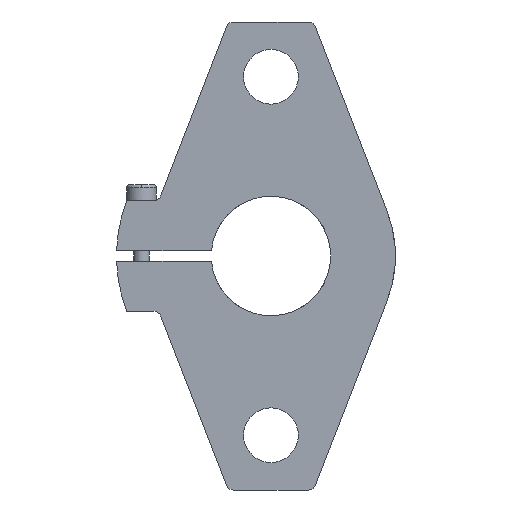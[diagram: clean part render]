
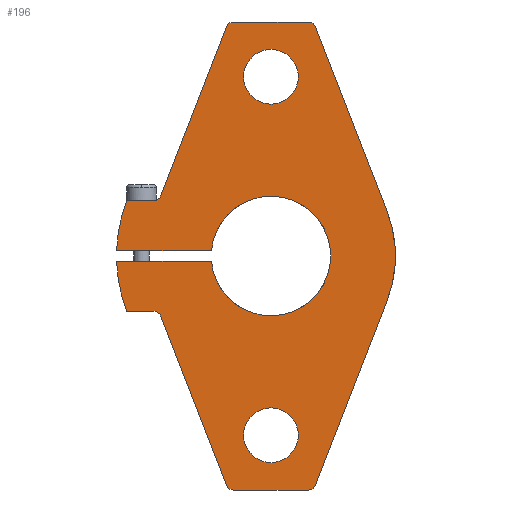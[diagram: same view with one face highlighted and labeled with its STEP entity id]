
A CAD part, left-side view. The second image highlights one B-rep face of the part: STEP entity #196.
In plain terms, the highlighted planar face has unit normal (-1, 0, 0).
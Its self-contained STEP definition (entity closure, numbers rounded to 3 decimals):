
#196=ADVANCED_FACE('',(#392,#393,#394),#395,.F.);
#392=FACE_BOUND('',#581,.T.);
#393=FACE_BOUND('',#582,.T.);
#394=FACE_OUTER_BOUND('',#583,.T.);
#395=PLANE('',#584);
#581=EDGE_LOOP('',(#1116,#1117));
#582=EDGE_LOOP('',(#1118,#1119));
#583=EDGE_LOOP('',(#1120,#1121,#1122,#1123,#1124,#1125,#1126,#1127,#1128,#1129,#1130,#1131,#1132,#1133,#1134,#1135,#1136,#1137,#1138,#1139,#1140));
#584=AXIS2_PLACEMENT_3D('',#1141,#1142,#1143);
#1116=ORIENTED_EDGE('',*,*,#1279,.T.);
#1117=ORIENTED_EDGE('',*,*,#1190,.T.);
#1118=ORIENTED_EDGE('',*,*,#1282,.T.);
#1119=ORIENTED_EDGE('',*,*,#1185,.T.);
#1120=ORIENTED_EDGE('',*,*,#1289,.T.);
#1121=ORIENTED_EDGE('',*,*,#1316,.T.);
#1122=ORIENTED_EDGE('',*,*,#1149,.T.);
#1123=ORIENTED_EDGE('',*,*,#1293,.T.);
#1124=ORIENTED_EDGE('',*,*,#1306,.F.);
#1125=ORIENTED_EDGE('',*,*,#1352,.F.);
#1126=ORIENTED_EDGE('',*,*,#1355,.T.);
#1127=ORIENTED_EDGE('',*,*,#1358,.F.);
#1128=ORIENTED_EDGE('',*,*,#1361,.F.);
#1129=ORIENTED_EDGE('',*,*,#1363,.F.);
#1130=ORIENTED_EDGE('',*,*,#1326,.F.);
#1131=ORIENTED_EDGE('',*,*,#1329,.T.);
#1132=ORIENTED_EDGE('',*,*,#1159,.F.);
#1133=ORIENTED_EDGE('',*,*,#1332,.F.);
#1134=ORIENTED_EDGE('',*,*,#1335,.F.);
#1135=ORIENTED_EDGE('',*,*,#1338,.F.);
#1136=ORIENTED_EDGE('',*,*,#1341,.F.);
#1137=ORIENTED_EDGE('',*,*,#1344,.T.);
#1138=ORIENTED_EDGE('',*,*,#1347,.T.);
#1139=ORIENTED_EDGE('',*,*,#1349,.T.);
#1140=ORIENTED_EDGE('',*,*,#1271,.F.);
#1141=CARTESIAN_POINT('',(0.,0.929,0.));
#1142=DIRECTION('',(1.0,0.,0.));
#1143=DIRECTION('',(0.,0.,1.0));
#1149=EDGE_CURVE('',#1367,#1373,#1375,.T.);
#1159=EDGE_CURVE('',#1391,#1393,#1394,.T.);
#1185=EDGE_CURVE('',#1430,#1434,#1436,.T.);
#1190=EDGE_CURVE('',#1439,#1443,#1445,.T.);
#1271=EDGE_CURVE('',#1568,#1570,#1571,.T.);
#1279=EDGE_CURVE('',#1443,#1439,#1580,.T.);
#1282=EDGE_CURVE('',#1434,#1430,#1583,.T.);
#1289=EDGE_CURVE('',#1568,#1590,#1592,.T.);
#1293=EDGE_CURVE('',#1373,#1596,#1598,.T.);
#1306=EDGE_CURVE('',#1611,#1596,#1613,.T.);
#1316=EDGE_CURVE('',#1590,#1367,#1629,.T.);
#1326=EDGE_CURVE('',#1643,#1645,#1646,.T.);
#1329=EDGE_CURVE('',#1643,#1393,#1649,.T.);
#1332=EDGE_CURVE('',#1651,#1391,#1653,.T.);
#1335=EDGE_CURVE('',#1655,#1651,#1657,.T.);
#1338=EDGE_CURVE('',#1659,#1655,#1661,.T.);
#1341=EDGE_CURVE('',#1663,#1659,#1665,.T.);
#1344=EDGE_CURVE('',#1663,#1667,#1669,.T.);
#1347=EDGE_CURVE('',#1667,#1671,#1673,.T.);
#1349=EDGE_CURVE('',#1671,#1570,#1675,.T.);
#1352=EDGE_CURVE('',#1677,#1611,#1679,.T.);
#1355=EDGE_CURVE('',#1677,#1681,#1683,.T.);
#1358=EDGE_CURVE('',#1685,#1681,#1687,.T.);
#1361=EDGE_CURVE('',#1689,#1685,#1691,.T.);
#1363=EDGE_CURVE('',#1645,#1689,#1693,.T.);
#1367=VERTEX_POINT('',#1697);
#1373=VERTEX_POINT('',#1704);
#1375=CIRCLE('',#1707,6.0);
#1391=VERTEX_POINT('',#1726);
#1393=VERTEX_POINT('',#1729);
#1394=CIRCLE('',#1730,12.5);
#1430=VERTEX_POINT('',#1837);
#1434=VERTEX_POINT('',#1842);
#1436=CIRCLE('',#1845,2.75);
#1439=VERTEX_POINT('',#1848);
#1443=VERTEX_POINT('',#1853);
#1445=CIRCLE('',#1856,2.75);
#1568=VERTEX_POINT('',#2067);
#1570=VERTEX_POINT('',#2070);
#1571=CIRCLE('',#2071,15.509);
#1580=CIRCLE('',#2083,2.75);
#1583=CIRCLE('',#2086,2.75);
#1590=VERTEX_POINT('',#2096);
#1592=LINE('',#2099,#2100);
#1596=VERTEX_POINT('',#2105);
#1598=LINE('',#2108,#2109);
#1611=VERTEX_POINT('',#2123);
#1613=CIRCLE('',#2126,15.509);
#1629=CIRCLE('',#2146,6.0);
#1643=VERTEX_POINT('',#2163);
#1645=VERTEX_POINT('',#2166);
#1646=CIRCLE('',#2167,0.75);
#1649=LINE('',#2171,#2172);
#1651=VERTEX_POINT('',#2174);
#1653=LINE('',#2177,#2178);
#1655=VERTEX_POINT('',#2180);
#1657=CIRCLE('',#2183,0.75);
#1659=VERTEX_POINT('',#2185);
#1661=LINE('',#2188,#2189);
#1663=VERTEX_POINT('',#2191);
#1665=CIRCLE('',#2194,0.75);
#1667=VERTEX_POINT('',#2196);
#1669=LINE('',#2199,#2200);
#1671=VERTEX_POINT('',#2202);
#1673=CIRCLE('',#2205,0.75);
#1675=LINE('',#2207,#2208);
#1677=VERTEX_POINT('',#2210);
#1679=LINE('',#2213,#2214);
#1681=VERTEX_POINT('',#2216);
#1683=CIRCLE('',#2219,0.75);
#1685=VERTEX_POINT('',#2221);
#1687=LINE('',#2224,#2225);
#1689=VERTEX_POINT('',#2227);
#1691=CIRCLE('',#2230,0.75);
#1693=LINE('',#2232,#2233);
#1697=CARTESIAN_POINT('',(0.,-6.0,0.));
#1704=CARTESIAN_POINT('',(0.,5.976,-0.54));
#1707=AXIS2_PLACEMENT_3D('',#2243,#2244,#2245);
#1726=CARTESIAN_POINT('',(0.,-11.648,4.536));
#1729=CARTESIAN_POINT('',(0.,-11.648,-4.536));
#1730=AXIS2_PLACEMENT_3D('',#2259,#2260,#2261);
#1837=CARTESIAN_POINT('',(0.,0.,15.25));
#1842=CARTESIAN_POINT('',(0.,0.,20.75));
#1845=AXIS2_PLACEMENT_3D('',#2304,#2305,#2306);
#1848=CARTESIAN_POINT('',(0.,0.,-20.75));
#1853=CARTESIAN_POINT('',(0.,0.,-15.25));
#1856=AXIS2_PLACEMENT_3D('',#2312,#2313,#2314);
#2067=CARTESIAN_POINT('',(0.,15.5,0.54));
#2070=CARTESIAN_POINT('',(0.,14.479,5.558));
#2071=AXIS2_PLACEMENT_3D('',#2425,#2426,#2427);
#2083=AXIS2_PLACEMENT_3D('',#2434,#2435,#2436);
#2086=AXIS2_PLACEMENT_3D('',#2440,#2441,#2442);
#2096=CARTESIAN_POINT('',(0.,5.976,0.54));
#2099=CARTESIAN_POINT('',(0.0,6.84,0.54));
#2100=VECTOR('',#2450,1.0);
#2105=CARTESIAN_POINT('',(0.,15.5,-0.54));
#2108=CARTESIAN_POINT('',(0.0,6.84,-0.54));
#2109=VECTOR('',#2453,1.0);
#2123=CARTESIAN_POINT('',(0.,14.479,-5.558));
#2126=AXIS2_PLACEMENT_3D('',#2471,#2472,#2473);
#2146=AXIS2_PLACEMENT_3D('',#2487,#2488,#2489);
#2163=CARTESIAN_POINT('',(0.,-4.449,-23.022));
#2166=CARTESIAN_POINT('',(0.,-3.75,-23.5));
#2167=AXIS2_PLACEMENT_3D('',#2503,#2504,#2505);
#2171=CARTESIAN_POINT('',(0.,-4.449,-23.022));
#2172=VECTOR('',#2507,1.0);
#2174=CARTESIAN_POINT('',(0.,-4.449,23.022));
#2177=CARTESIAN_POINT('',(0.,-4.449,23.022));
#2178=VECTOR('',#2509,1.0);
#2180=CARTESIAN_POINT('',(0.,-3.75,23.5));
#2183=AXIS2_PLACEMENT_3D('',#2511,#2512,#2513);
#2185=CARTESIAN_POINT('',(0.,3.75,23.5));
#2188=CARTESIAN_POINT('',(0.,3.75,23.5));
#2189=VECTOR('',#2515,1.0);
#2191=CARTESIAN_POINT('',(0.,4.449,23.022));
#2194=AXIS2_PLACEMENT_3D('',#2517,#2518,#2519);
#2196=CARTESIAN_POINT('',(0.,11.064,6.036));
#2199=CARTESIAN_POINT('',(0.,4.449,23.022));
#2200=VECTOR('',#2521,1.0);
#2202=CARTESIAN_POINT('',(0.,11.763,5.558));
#2205=AXIS2_PLACEMENT_3D('',#2523,#2524,#2525);
#2207=CARTESIAN_POINT('',(0.,11.763,5.558));
#2208=VECTOR('',#2526,1.0);
#2210=CARTESIAN_POINT('',(0.,11.763,-5.558));
#2213=CARTESIAN_POINT('',(0.,11.763,-5.558));
#2214=VECTOR('',#2528,1.0);
#2216=CARTESIAN_POINT('',(0.,11.064,-6.036));
#2219=AXIS2_PLACEMENT_3D('',#2530,#2531,#2532);
#2221=CARTESIAN_POINT('',(0.,4.449,-23.022));
#2224=CARTESIAN_POINT('',(0.,4.449,-23.022));
#2225=VECTOR('',#2534,1.0);
#2227=CARTESIAN_POINT('',(0.,3.75,-23.5));
#2230=AXIS2_PLACEMENT_3D('',#2536,#2537,#2538);
#2232=CARTESIAN_POINT('',(0.,-3.75,-23.5));
#2233=VECTOR('',#2539,1.0);
#2243=CARTESIAN_POINT('',(0.0,0.0,0.0));
#2244=DIRECTION('',(1.0,0.,0.));
#2245=DIRECTION('',(0.,0.,-1.0));
#2259=CARTESIAN_POINT('',(0.0,0.,0.));
#2260=DIRECTION('',(1.0,0.,0.));
#2261=DIRECTION('',(0.,0.,1.0));
#2304=CARTESIAN_POINT('',(0.0,0.0,18.0));
#2305=DIRECTION('',(1.0,0.,0.));
#2306=DIRECTION('',(0.,0.,-1.0));
#2312=CARTESIAN_POINT('',(0.0,0.0,-18.0));
#2313=DIRECTION('',(1.0,0.,0.));
#2314=DIRECTION('',(0.,0.,-1.0));
#2425=CARTESIAN_POINT('',(0.0,0.,0.));
#2426=DIRECTION('',(1.0,0.,0.));
#2427=DIRECTION('',(0.,0.,1.0));
#2434=CARTESIAN_POINT('',(0.0,0.0,-18.0));
#2435=DIRECTION('',(1.0,0.,0.));
#2436=DIRECTION('',(0.,0.,-1.0));
#2440=CARTESIAN_POINT('',(0.0,0.0,18.0));
#2441=DIRECTION('',(1.0,0.,0.));
#2442=DIRECTION('',(0.,0.,-1.0));
#2450=DIRECTION('',(0.,-1.0,0.0));
#2453=DIRECTION('',(0.,1.0,-0.0));
#2471=CARTESIAN_POINT('',(0.0,0.,0.));
#2472=DIRECTION('',(1.0,0.,0.));
#2473=DIRECTION('',(0.,0.,1.0));
#2487=CARTESIAN_POINT('',(0.0,0.0,0.0));
#2488=DIRECTION('',(1.0,0.,0.));
#2489=DIRECTION('',(0.,0.,-1.0));
#2503=CARTESIAN_POINT('',(0.,-3.75,-22.75));
#2504=DIRECTION('',(1.0,0.,0.));
#2505=DIRECTION('',(0.,0.,1.0));
#2507=DIRECTION('',(0.,-0.363,0.932));
#2509=DIRECTION('',(0.,-0.363,-0.932));
#2511=CARTESIAN_POINT('',(0.,-3.75,22.75));
#2512=DIRECTION('',(1.0,0.,0.));
#2513=DIRECTION('',(0.,0.,1.0));
#2515=DIRECTION('',(0.0,-1.0,0.));
#2517=CARTESIAN_POINT('',(0.,3.75,22.75));
#2518=DIRECTION('',(1.0,0.,0.));
#2519=DIRECTION('',(0.,0.,1.0));
#2521=DIRECTION('',(0.,0.363,-0.932));
#2523=CARTESIAN_POINT('',(0.,11.763,6.308));
#2524=DIRECTION('',(1.0,0.,0.));
#2525=DIRECTION('',(0.,0.,1.0));
#2526=DIRECTION('',(0.,1.0,0.));
#2528=DIRECTION('',(0.,1.0,0.));
#2530=CARTESIAN_POINT('',(0.,11.763,-6.308));
#2531=DIRECTION('',(1.0,0.,0.));
#2532=DIRECTION('',(0.,0.,1.0));
#2534=DIRECTION('',(0.,0.363,0.932));
#2536=CARTESIAN_POINT('',(0.,3.75,-22.75));
#2537=DIRECTION('',(1.0,0.,0.));
#2538=DIRECTION('',(0.,0.,1.0));
#2539=DIRECTION('',(0.0,1.0,0.));
